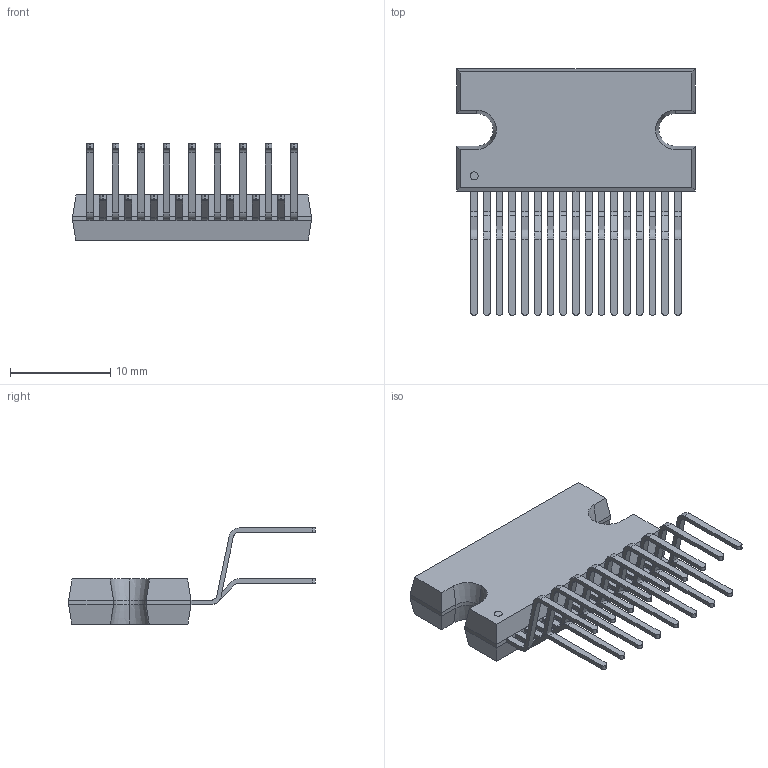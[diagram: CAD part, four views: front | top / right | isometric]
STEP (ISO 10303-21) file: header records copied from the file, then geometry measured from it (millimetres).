
FILE_DESCRIPTION (( 'STEP AP214' ), '1' );
FILE_NAME ('TDA8561Q.STEP', '2024-01-01T05:48:08', ( 'LENOVO' ), ( '' ), 'SwSTEP 2.0', 'SolidWorks 2021', '' );
FILE_SCHEMA (( 'AUTOMOTIVE_DESIGN' ));
Length unit declared in the file: millimetre
Products named in the file (1): TDA8561Q
Bounding box: 23.8 x 24.6 x 9.6 mm (x, y, z)
Volume: 1233.5 mm3; surface area: 1769.7 mm2
Topology: 20 solids, 20 shells, 372 faces, 964 edges, 634 vertices
Faces by surface type: plane 240, cylinder 125, cone 7
Entity records: 11543 total; most frequent: CARTESIAN_POINT 1971, DIRECTION 1968, ORIENTED_EDGE 1928, EDGE_CURVE 964, VECTOR 706, LINE 706, VERTEX_POINT 634, AXIS2_PLACEMENT_3D 631
